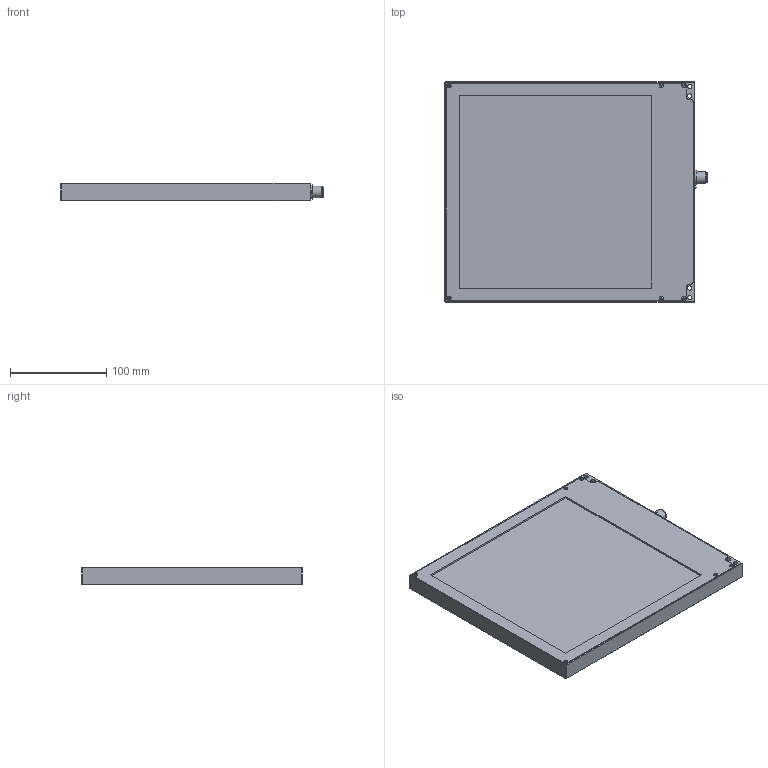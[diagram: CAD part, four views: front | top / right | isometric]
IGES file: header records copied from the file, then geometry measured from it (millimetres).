
Global section: file name: BEK-F200x200-GxTI-IBS; native system: Autodesk Inventor 2015; preprocessor: unknown; author: lck; date: 20150721.151917; units: millimetre
Bounding box: 273 x 230 x 18.1 mm (x, y, z)
Volume: 993857.6 mm3; surface area: 145079.2 mm2
Topology: 5 solids, 18 shells, 270 faces, 603 edges, 389 vertices
Faces by surface type: bspline 270
